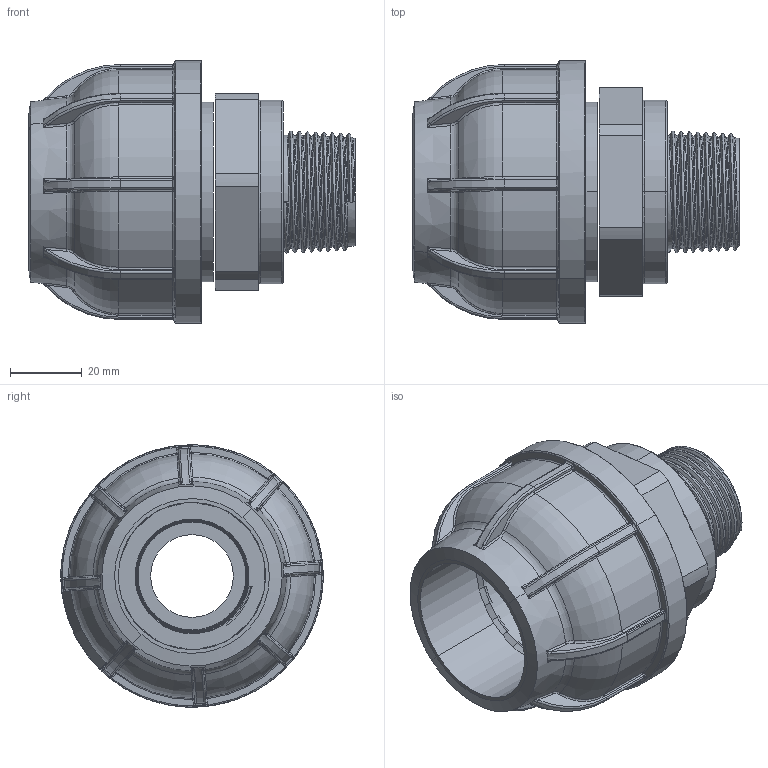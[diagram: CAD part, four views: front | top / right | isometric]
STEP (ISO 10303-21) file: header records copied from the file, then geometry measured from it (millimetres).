
FILE_DESCRIPTION (( 'STEP AP203' ), '1' );
FILE_NAME ('R203.040.001.step', '2013-11-19T09:06:42', ( 'Alusic' ), ( 'Alusic' ), 'SwSTEP 2.0', 'SolidWorks 2011', '' );
FILE_SCHEMA (( 'CONFIG_CONTROL_DESIGN' ));
Length unit declared in the file: millimetre
Products named in the file (1): R203.040.001
Bounding box: 90.84 x 72.98 x 72.98 mm (x, y, z)
Surface area: 39338 mm2 (no closed solid volume)
Topology: 0 solids, 17 shells, 584 faces, 1785 edges, 1088 vertices
Faces by surface type: bspline 176, cylinder 153, plane 123, torus 100, cone 29, sphere 3
Entity records: 38800 total; most frequent: CARTESIAN_POINT 25194, ORIENTED_EDGE 2854, DIRECTION 2556, EDGE_CURVE 1741, VERTEX_POINT 1088, AXIS2_PLACEMENT_3D 1087, CIRCLE 678, EDGE_LOOP 590
